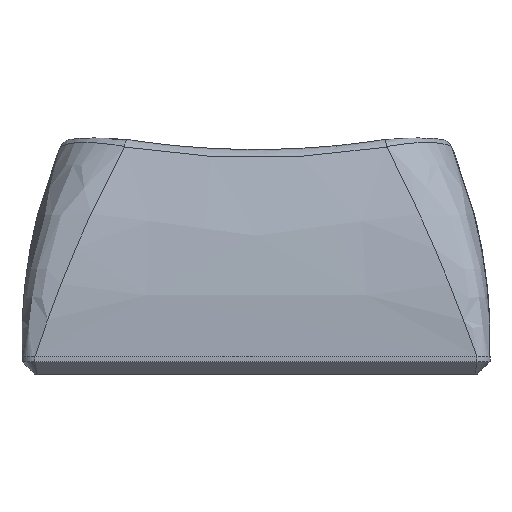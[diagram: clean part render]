
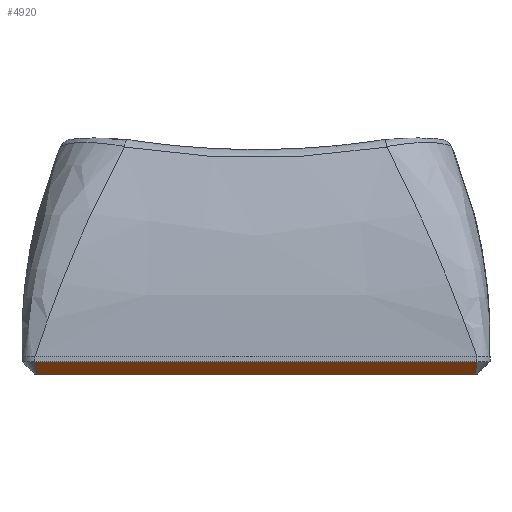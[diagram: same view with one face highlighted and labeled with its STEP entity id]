
A CAD part, front view. The second image highlights one B-rep face of the part: STEP entity #4920.
In plain terms, the highlighted planar face has unit normal (0, -0.707, -0.707).
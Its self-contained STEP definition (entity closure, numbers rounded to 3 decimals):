
#720 = PLANE('',#721);
#721 = AXIS2_PLACEMENT_3D('',#722,#723,#724);
#722 = CARTESIAN_POINT('',(-8.5,-9.,0.672));
#723 = DIRECTION('',(0.,-1.,0.));
#724 = DIRECTION('',(1.,0.,0.));
#1973 = VERTEX_POINT('',#1974);
#1974 = CARTESIAN_POINT('',(-8.5,-9.,0.48));
#2000 = EDGE_CURVE('',#1973,#2001,#2003,.T.);
#2001 = VERTEX_POINT('',#2002);
#2002 = CARTESIAN_POINT('',(8.5,-9.,0.48));
#2003 = SURFACE_CURVE('',#2004,(#2008,#2015),.PCURVE_S1.);
#2004 = LINE('',#2005,#2006);
#2005 = CARTESIAN_POINT('',(-8.5,-9.,0.48));
#2006 = VECTOR('',#2007,1.);
#2007 = DIRECTION('',(1.,0.,0.));
#2008 = PCURVE('',#720,#2009);
#2009 = DEFINITIONAL_REPRESENTATION('',(#2010),#2014);
#2010 = LINE('',#2011,#2012);
#2011 = CARTESIAN_POINT('',(0.,-0.192));
#2012 = VECTOR('',#2013,1.);
#2013 = DIRECTION('',(1.,0.));
#2014 = ( GEOMETRIC_REPRESENTATION_CONTEXT(2) 
PARAMETRIC_REPRESENTATION_CONTEXT() REPRESENTATION_CONTEXT('2D SPACE',''
  ) );
#2015 = PCURVE('',#2016,#2021);
#2016 = PLANE('',#2017);
#2017 = AXIS2_PLACEMENT_3D('',#2018,#2019,#2020);
#2018 = CARTESIAN_POINT('',(-8.5,-8.76,0.24));
#2019 = DIRECTION('',(0.,0.707,0.707)
  );
#2020 = DIRECTION('',(1.,0.,0.));
#2021 = DEFINITIONAL_REPRESENTATION('',(#2022),#2026);
#2022 = LINE('',#2023,#2024);
#2023 = CARTESIAN_POINT('',(0.,-0.339));
#2024 = VECTOR('',#2025,1.);
#2025 = DIRECTION('',(1.,0.));
#2026 = ( GEOMETRIC_REPRESENTATION_CONTEXT(2) 
PARAMETRIC_REPRESENTATION_CONTEXT() REPRESENTATION_CONTEXT('2D SPACE',''
  ) );
#3188 = CONICAL_SURFACE('',#3189,0.7,0.785);
#3189 = AXIS2_PLACEMENT_3D('',#3190,#3191,#3192);
#3190 = CARTESIAN_POINT('',(8.323,-8.323,0.48));
#3191 = DIRECTION('',(-0.,-0.,1.));
#3192 = DIRECTION('',(0.967,-0.253,0.));
#4920 = ADVANCED_FACE('',(#4921),#2016,.F.);
#4921 = FACE_BOUND('',#4922,.F.);
#4922 = EDGE_LOOP('',(#4923,#4958,#4959,#4989));
#4923 = ORIENTED_EDGE('',*,*,#4924,.F.);
#4924 = EDGE_CURVE('',#1973,#4925,#4927,.T.);
#4925 = VERTEX_POINT('',#4926);
#4926 = CARTESIAN_POINT('',(-8.42,-8.52,0.));
#4927 = SURFACE_CURVE('',#4928,(#4933,#4940),.PCURVE_S1.);
#4928 = PARABOLA('',#4929,0.008);
#4929 = AXIS2_PLACEMENT_3D('',#4930,#4931,#4932);
#4930 = CARTESIAN_POINT('',(-8.323,-8.311,
    -0.209));
#4931 = DIRECTION('',(0.,0.707,0.707)
  );
#4932 = DIRECTION('',(0.,-0.707,0.707)
  );
#4933 = PCURVE('',#2016,#4934);
#4934 = DEFINITIONAL_REPRESENTATION('',(#4935),#4939);
#4935 = B_SPLINE_CURVE_WITH_KNOTS('',2,(#4936,#4937,#4938),
  .UNSPECIFIED.,.F.,.F.,(3,3),(-0.177,-0.098),
  .PIECEWISE_BEZIER_KNOTS.);
#4936 = CARTESIAN_POINT('',(0.,-0.339));
#4937 = CARTESIAN_POINT('',(0.04,0.098));
#4938 = CARTESIAN_POINT('',(0.08,0.339));
#4939 = ( GEOMETRIC_REPRESENTATION_CONTEXT(2) 
PARAMETRIC_REPRESENTATION_CONTEXT() REPRESENTATION_CONTEXT('2D SPACE',''
  ) );
#4940 = PCURVE('',#4941,#4946);
#4941 = CONICAL_SURFACE('',#4942,0.7,0.785);
#4942 = AXIS2_PLACEMENT_3D('',#4943,#4944,#4945);
#4943 = CARTESIAN_POINT('',(-8.323,-8.323,0.48));
#4944 = DIRECTION('',(-0.,-0.,1.));
#4945 = DIRECTION('',(-0.253,-0.967,-0.));
#4946 = DEFINITIONAL_REPRESENTATION('',(#4947),#4957);
#4947 = B_SPLINE_CURVE_WITH_KNOTS('',8,(#4948,#4949,#4950,#4951,#4952,
    #4953,#4954,#4955,#4956),.UNSPECIFIED.,.F.,.F.,(9,9),(
    -0.177,-0.098),.PIECEWISE_BEZIER_KNOTS.);
#4948 = CARTESIAN_POINT('',(0.,0.));
#4949 = CARTESIAN_POINT('',(-0.014,-0.077));
#4950 = CARTESIAN_POINT('',(-0.03,-0.15));
#4951 = CARTESIAN_POINT('',(-0.048,-0.217));
#4952 = CARTESIAN_POINT('',(-0.069,-0.28));
#4953 = CARTESIAN_POINT('',(-0.094,-0.337));
#4954 = CARTESIAN_POINT('',(-0.123,-0.39));
#4955 = CARTESIAN_POINT('',(-0.158,-0.437));
#4956 = CARTESIAN_POINT('',(-0.203,-0.48));
#4957 = ( GEOMETRIC_REPRESENTATION_CONTEXT(2) 
PARAMETRIC_REPRESENTATION_CONTEXT() REPRESENTATION_CONTEXT('2D SPACE',''
  ) );
#4958 = ORIENTED_EDGE('',*,*,#2000,.T.);
#4959 = ORIENTED_EDGE('',*,*,#4960,.T.);
#4960 = EDGE_CURVE('',#2001,#4961,#4963,.T.);
#4961 = VERTEX_POINT('',#4962);
#4962 = CARTESIAN_POINT('',(8.42,-8.52,0.));
#4963 = SURFACE_CURVE('',#4964,(#4969,#4976),.PCURVE_S1.);
#4964 = PARABOLA('',#4965,0.008);
#4965 = AXIS2_PLACEMENT_3D('',#4966,#4967,#4968);
#4966 = CARTESIAN_POINT('',(8.323,-8.311,
    -0.209));
#4967 = DIRECTION('',(0.,-0.707,-0.707
    ));
#4968 = DIRECTION('',(0.,-0.707,0.707)
  );
#4969 = PCURVE('',#2016,#4970);
#4970 = DEFINITIONAL_REPRESENTATION('',(#4971),#4975);
#4971 = B_SPLINE_CURVE_WITH_KNOTS('',2,(#4972,#4973,#4974),
  .UNSPECIFIED.,.F.,.F.,(3,3),(-0.177,-0.098),
  .PIECEWISE_BEZIER_KNOTS.);
#4972 = CARTESIAN_POINT('',(17.,-0.339));
#4973 = CARTESIAN_POINT('',(16.96,0.098));
#4974 = CARTESIAN_POINT('',(16.92,0.339));
#4975 = ( GEOMETRIC_REPRESENTATION_CONTEXT(2) 
PARAMETRIC_REPRESENTATION_CONTEXT() REPRESENTATION_CONTEXT('2D SPACE',''
  ) );
#4976 = PCURVE('',#3188,#4977);
#4977 = DEFINITIONAL_REPRESENTATION('',(#4978),#4988);
#4978 = B_SPLINE_CURVE_WITH_KNOTS('',8,(#4979,#4980,#4981,#4982,#4983,
    #4984,#4985,#4986,#4987),.UNSPECIFIED.,.F.,.F.,(9,9),(
    -0.177,-0.098),.PIECEWISE_BEZIER_KNOTS.);
#4979 = CARTESIAN_POINT('',(-1.059,0.));
#4980 = CARTESIAN_POINT('',(-1.045,-0.077));
#4981 = CARTESIAN_POINT('',(-1.029,-0.15));
#4982 = CARTESIAN_POINT('',(-1.01,-0.217));
#4983 = CARTESIAN_POINT('',(-0.99,-0.28));
#4984 = CARTESIAN_POINT('',(-0.965,-0.337));
#4985 = CARTESIAN_POINT('',(-0.936,-0.39));
#4986 = CARTESIAN_POINT('',(-0.901,-0.437));
#4987 = CARTESIAN_POINT('',(-0.856,-0.48));
#4988 = ( GEOMETRIC_REPRESENTATION_CONTEXT(2) 
PARAMETRIC_REPRESENTATION_CONTEXT() REPRESENTATION_CONTEXT('2D SPACE',''
  ) );
#4989 = ORIENTED_EDGE('',*,*,#4990,.F.);
#4990 = EDGE_CURVE('',#4925,#4961,#4991,.T.);
#4991 = SURFACE_CURVE('',#4992,(#4996,#5003),.PCURVE_S1.);
#4992 = LINE('',#4993,#4994);
#4993 = CARTESIAN_POINT('',(-8.5,-8.52,0.));
#4994 = VECTOR('',#4995,1.);
#4995 = DIRECTION('',(1.,0.,0.));
#4996 = PCURVE('',#2016,#4997);
#4997 = DEFINITIONAL_REPRESENTATION('',(#4998),#5002);
#4998 = LINE('',#4999,#5000);
#4999 = CARTESIAN_POINT('',(0.,0.339));
#5000 = VECTOR('',#5001,1.);
#5001 = DIRECTION('',(1.,0.));
#5002 = ( GEOMETRIC_REPRESENTATION_CONTEXT(2) 
PARAMETRIC_REPRESENTATION_CONTEXT() REPRESENTATION_CONTEXT('2D SPACE',''
  ) );
#5003 = PCURVE('',#5004,#5009);
#5004 = PLANE('',#5005);
#5005 = AXIS2_PLACEMENT_3D('',#5006,#5007,#5008);
#5006 = CARTESIAN_POINT('',(8.5,9.,0.));
#5007 = DIRECTION('',(0.,0.,-1.));
#5008 = DIRECTION('',(-1.,0.,0.));
#5009 = DEFINITIONAL_REPRESENTATION('',(#5010),#5014);
#5010 = LINE('',#5011,#5012);
#5011 = CARTESIAN_POINT('',(17.,-17.52));
#5012 = VECTOR('',#5013,1.);
#5013 = DIRECTION('',(-1.,0.));
#5014 = ( GEOMETRIC_REPRESENTATION_CONTEXT(2) 
PARAMETRIC_REPRESENTATION_CONTEXT() REPRESENTATION_CONTEXT('2D SPACE',''
  ) );
